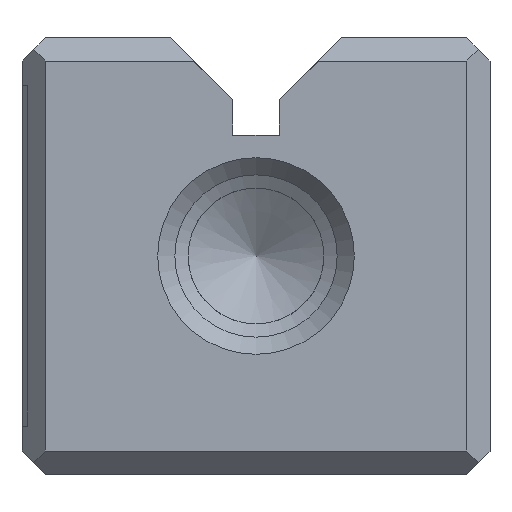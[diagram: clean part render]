
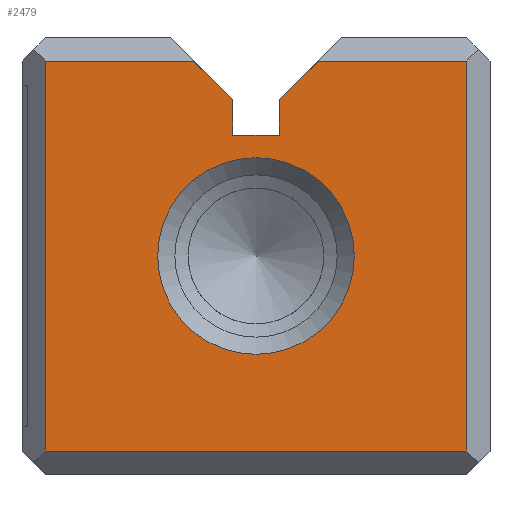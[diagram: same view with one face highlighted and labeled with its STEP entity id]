
A CAD part, front view. The second image highlights one B-rep face of the part: STEP entity #2479.
In plain terms, the highlighted planar face has unit normal (0, -1, 0).
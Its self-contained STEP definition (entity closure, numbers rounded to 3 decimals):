
#2479=ADVANCED_FACE('',(#3463,#3464),#2884,.T.);
#2884=PLANE('',#9117);
#3146=CIRCLE('',#9116,3.15);
#3463=FACE_BOUND('',#3731,.T.);
#3464=FACE_BOUND('',#3732,.T.);
#3731=EDGE_LOOP('',(#4509,#4510,#4511,#4512,#4513,#4514,#4515,#4516,#4517,
#4518));
#3732=EDGE_LOOP('',(#4519));
#4509=ORIENTED_EDGE('',*,*,#7081,.T.);
#4510=ORIENTED_EDGE('',*,*,#7082,.F.);
#4511=ORIENTED_EDGE('',*,*,#7083,.F.);
#4512=ORIENTED_EDGE('',*,*,#7084,.F.);
#4513=ORIENTED_EDGE('',*,*,#7085,.T.);
#4514=ORIENTED_EDGE('',*,*,#7086,.T.);
#4515=ORIENTED_EDGE('',*,*,#7087,.T.);
#4516=ORIENTED_EDGE('',*,*,#7088,.T.);
#4517=ORIENTED_EDGE('',*,*,#7089,.T.);
#4518=ORIENTED_EDGE('',*,*,#7090,.F.);
#4519=ORIENTED_EDGE('',*,*,#7091,.T.);
#6409=VERTEX_POINT('',#11789);
#6410=VERTEX_POINT('',#11790);
#6411=VERTEX_POINT('',#11792);
#6412=VERTEX_POINT('',#11794);
#6413=VERTEX_POINT('',#11796);
#6414=VERTEX_POINT('',#11798);
#6415=VERTEX_POINT('',#11800);
#6416=VERTEX_POINT('',#11802);
#6417=VERTEX_POINT('',#11804);
#6418=VERTEX_POINT('',#11806);
#6419=VERTEX_POINT('',#11809);
#7081=EDGE_CURVE('',#6409,#6410,#7935,.T.);
#7082=EDGE_CURVE('',#6411,#6410,#7936,.T.);
#7083=EDGE_CURVE('',#6412,#6411,#7937,.T.);
#7084=EDGE_CURVE('',#6413,#6412,#7938,.T.);
#7085=EDGE_CURVE('',#6413,#6414,#7939,.T.);
#7086=EDGE_CURVE('',#6414,#6415,#7940,.T.);
#7087=EDGE_CURVE('',#6415,#6416,#7941,.T.);
#7088=EDGE_CURVE('',#6416,#6417,#7942,.T.);
#7089=EDGE_CURVE('',#6417,#6418,#7943,.T.);
#7090=EDGE_CURVE('',#6409,#6418,#7944,.T.);
#7091=EDGE_CURVE('',#6419,#6419,#3146,.T.);
#7935=LINE('',#11788,#8595);
#7936=LINE('',#11791,#8596);
#7937=LINE('',#11793,#8597);
#7938=LINE('',#11795,#8598);
#7939=LINE('',#11797,#8599);
#7940=LINE('',#11799,#8600);
#7941=LINE('',#11801,#8601);
#7942=LINE('',#11803,#8602);
#7943=LINE('',#11805,#8603);
#7944=LINE('',#11807,#8604);
#8595=VECTOR('',#9729,1.);
#8596=VECTOR('',#9730,1.);
#8597=VECTOR('',#9731,1.);
#8598=VECTOR('',#9732,1.);
#8599=VECTOR('',#9733,1.);
#8600=VECTOR('',#9734,1.);
#8601=VECTOR('',#9735,1.);
#8602=VECTOR('',#9736,1.);
#8603=VECTOR('',#9737,1.);
#8604=VECTOR('',#9738,1.);
#9116=AXIS2_PLACEMENT_3D('',#11808,#9739,#9740);
#9117=AXIS2_PLACEMENT_3D('',#11810,#9741,#9742);
#9729=DIRECTION('',(0.,0.,-1.));
#9730=DIRECTION('',(1.,0.,0.));
#9731=DIRECTION('',(0.,0.,-1.));
#9732=DIRECTION('',(0.707,0.,-0.707));
#9733=DIRECTION('',(-1.,0.,0.));
#9734=DIRECTION('',(0.,0.,-1.));
#9735=DIRECTION('',(1.,0.,0.));
#9736=DIRECTION('',(0.,0.,1.));
#9737=DIRECTION('',(-1.,0.,0.));
#9738=DIRECTION('',(0.707,0.,0.707));
#9739=DIRECTION('',(0.,1.,0.));
#9740=DIRECTION('',(0.,0.,1.));
#9741=DIRECTION('',(0.,-1.,0.));
#9742=DIRECTION('',(0.,0.,1.));
#11788=CARTESIAN_POINT('',(8.25,0.,10.875));
#11789=CARTESIAN_POINT('',(8.25,0.,12.007));
#11790=CARTESIAN_POINT('',(8.25,0.,10.875));
#11791=CARTESIAN_POINT('',(6.75,0.,10.875));
#11792=CARTESIAN_POINT('',(6.75,0.,10.875));
#11793=CARTESIAN_POINT('',(6.75,0.,10.875));
#11794=CARTESIAN_POINT('',(6.75,0.,12.007));
#11795=CARTESIAN_POINT('',(4.757,0.,14.));
#11796=CARTESIAN_POINT('',(5.507,0.,13.25));
#11797=CARTESIAN_POINT('',(7.5,0.,13.25));
#11798=CARTESIAN_POINT('',(0.75,0.,13.25));
#11799=CARTESIAN_POINT('',(0.75,0.,0.));
#11800=CARTESIAN_POINT('',(0.75,0.,0.75));
#11801=CARTESIAN_POINT('',(7.5,0.,0.75));
#11802=CARTESIAN_POINT('',(14.25,0.,0.75));
#11803=CARTESIAN_POINT('',(14.25,0.,0.));
#11804=CARTESIAN_POINT('',(14.25,0.,13.25));
#11805=CARTESIAN_POINT('',(7.5,0.,13.25));
#11806=CARTESIAN_POINT('',(9.493,0.,13.25));
#11807=CARTESIAN_POINT('',(7.5,0.,11.257));
#11808=CARTESIAN_POINT('',(7.5,0.,7.));
#11809=CARTESIAN_POINT('',(7.5,0.,10.15));
#11810=CARTESIAN_POINT('',(7.5,0.,0.));
